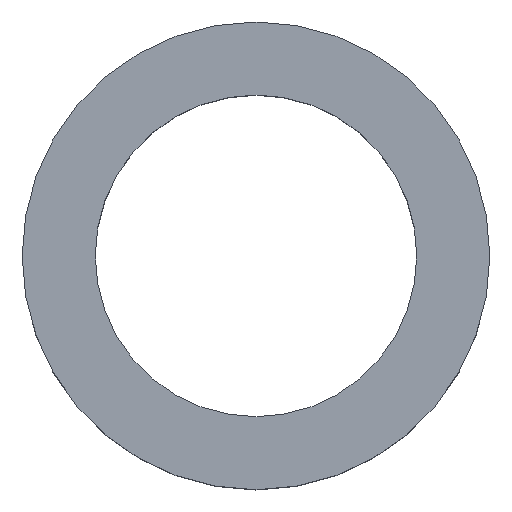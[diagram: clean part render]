
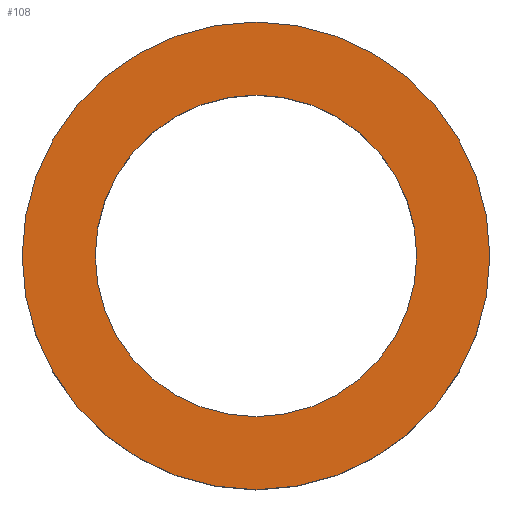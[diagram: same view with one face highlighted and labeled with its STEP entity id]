
A CAD part, top view. The second image highlights one B-rep face of the part: STEP entity #108.
In plain terms, the highlighted planar face has unit normal (0, 0, 1).
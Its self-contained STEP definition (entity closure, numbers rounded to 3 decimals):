
#2 = EDGE_CURVE ( 'NONE', #96, #169, #49, .T. ) ;
#3 = CARTESIAN_POINT ( 'NONE',  ( -26.159, 7.929, 4. ) ) ;
#6 = CARTESIAN_POINT ( 'NONE',  ( -32.159, 7.929, 4. ) ) ;
#7 = DIRECTION ( 'NONE',  ( 0., 0., 1. ) ) ;
#16 = DIRECTION ( 'NONE',  ( 0., 0., 1. ) ) ;
#18 = DIRECTION ( 'NONE',  ( 1., 0., 0. ) ) ;
#28 = ORIENTED_EDGE ( 'NONE', *, *, #2, .T. ) ;
#31 = ORIENTED_EDGE ( 'NONE', *, *, #143, .F. ) ;
#36 = EDGE_CURVE ( 'NONE', #169, #96, #58, .T. ) ;
#39 = CARTESIAN_POINT ( 'NONE',  ( -32.159, 7.929, 4. ) ) ;
#49 = CIRCLE ( 'NONE', #212, 6. ) ;
#54 = CARTESIAN_POINT ( 'NONE',  ( -38.159, 7.929, 4. ) ) ;
#58 = CIRCLE ( 'NONE', #122, 6. ) ;
#63 = AXIS2_PLACEMENT_3D ( 'NONE', #204, #175, #18 ) ;
#77 = VERTEX_POINT ( 'NONE', #83 ) ;
#80 = DIRECTION ( 'NONE',  ( 1., 0., 0. ) ) ;
#83 = CARTESIAN_POINT ( 'NONE',  ( -28.034, 7.929, 4. ) ) ;
#85 = DIRECTION ( 'NONE',  ( 0., 0., 1. ) ) ;
#96 = VERTEX_POINT ( 'NONE', #3 ) ;
#103 = PLANE ( 'NONE',  #166 ) ;
#108 = ADVANCED_FACE ( 'NONE', ( #141, #190 ), #103, .T. ) ;
#111 = ORIENTED_EDGE ( 'NONE', *, *, #36, .T. ) ;
#115 = DIRECTION ( 'NONE',  ( 0., 0., 1. ) ) ;
#119 = CARTESIAN_POINT ( 'NONE',  ( -36.284, 7.929, 4. ) ) ;
#122 = AXIS2_PLACEMENT_3D ( 'NONE', #186, #115, #80 ) ;
#123 = DIRECTION ( 'NONE',  ( 1., 0., 0. ) ) ;
#130 = CIRCLE ( 'NONE', #63, 4.125 ) ;
#134 = DIRECTION ( 'NONE',  ( 1., 0., 0. ) ) ;
#141 = FACE_OUTER_BOUND ( 'NONE', #196, .T. ) ;
#143 = EDGE_CURVE ( 'NONE', #77, #184, #130, .T. ) ;
#145 = EDGE_CURVE ( 'NONE', #184, #77, #185, .T. ) ;
#148 = AXIS2_PLACEMENT_3D ( 'NONE', #39, #85, #123 ) ;
#157 = DIRECTION ( 'NONE',  ( 1., 0., 0. ) ) ;
#166 = AXIS2_PLACEMENT_3D ( 'NONE', #6, #7, #157 ) ;
#169 = VERTEX_POINT ( 'NONE', #54 ) ;
#175 = DIRECTION ( 'NONE',  ( 0., 0., 1. ) ) ;
#184 = VERTEX_POINT ( 'NONE', #119 ) ;
#185 = CIRCLE ( 'NONE', #148, 4.125 ) ;
#186 = CARTESIAN_POINT ( 'NONE',  ( -32.159, 7.929, 4. ) ) ;
#190 = FACE_BOUND ( 'NONE', #211, .T. ) ;
#195 = ORIENTED_EDGE ( 'NONE', *, *, #145, .F. ) ;
#196 = EDGE_LOOP ( 'NONE', ( #111, #28 ) ) ;
#202 = CARTESIAN_POINT ( 'NONE',  ( -32.159, 7.929, 4. ) ) ;
#204 = CARTESIAN_POINT ( 'NONE',  ( -32.159, 7.929, 4. ) ) ;
#211 = EDGE_LOOP ( 'NONE', ( #195, #31 ) ) ;
#212 = AXIS2_PLACEMENT_3D ( 'NONE', #202, #16, #134 ) ;
